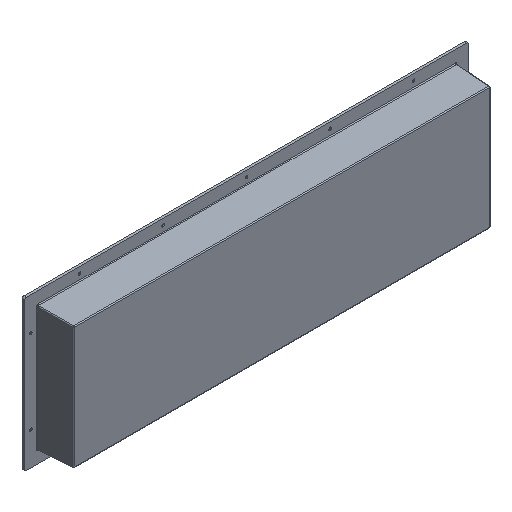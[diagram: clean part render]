
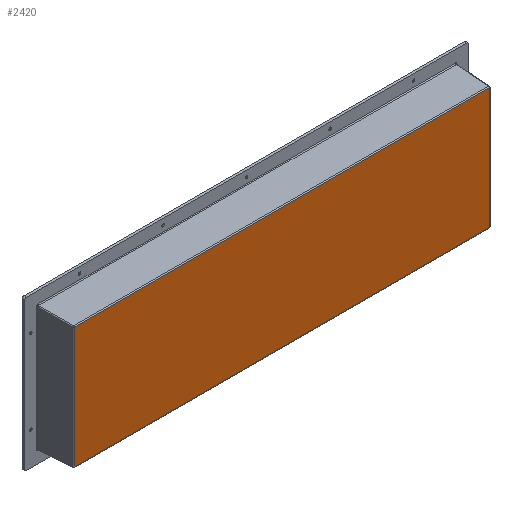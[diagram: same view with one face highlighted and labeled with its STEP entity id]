
A CAD part, isometric view. The second image highlights one B-rep face of the part: STEP entity #2420.
In plain terms, the highlighted planar face has unit normal (0, -1, 0).
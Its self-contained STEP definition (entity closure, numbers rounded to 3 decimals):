
#26 = DIRECTION ( 'NONE',  ( 0., 0., 1. ) ) ;
#193 = DIRECTION ( 'NONE',  ( 0., 0., -1. ) ) ;
#263 = CARTESIAN_POINT ( 'NONE',  ( 496.962, 0., 144.962 ) ) ;
#377 = CARTESIAN_POINT ( 'NONE',  ( 496.962, 0., 0. ) ) ;
#513 = EDGE_CURVE ( 'NONE', #3365, #1366, #3321, .T. ) ;
#596 = VERTEX_POINT ( 'NONE', #1021 ) ;
#714 = VERTEX_POINT ( 'NONE', #263 ) ;
#751 = EDGE_LOOP ( 'NONE', ( #3957, #3975, #2120, #2857 ) ) ;
#786 = EDGE_CURVE ( 'NONE', #714, #596, #2867, .T. ) ;
#914 = VECTOR ( 'NONE', #26, 1000. ) ;
#951 = VECTOR ( 'NONE', #2535, 1000. ) ;
#1021 = CARTESIAN_POINT ( 'NONE',  ( -496.962, 0., 144.962 ) ) ;
#1029 = LINE ( 'NONE', #3827, #3905 ) ;
#1182 = CARTESIAN_POINT ( 'NONE',  ( 0., 0., -144.962 ) ) ;
#1204 = PLANE ( 'NONE',  #2145 ) ;
#1280 = DIRECTION ( 'NONE',  ( 0., 0., 1. ) ) ;
#1366 = VERTEX_POINT ( 'NONE', #2056 ) ;
#1413 = EDGE_CURVE ( 'NONE', #596, #3365, #1029, .T. ) ;
#1565 = LINE ( 'NONE', #377, #914 ) ;
#2056 = CARTESIAN_POINT ( 'NONE',  ( 496.962, 0., -144.962 ) ) ;
#2120 = ORIENTED_EDGE ( 'NONE', *, *, #513, .T. ) ;
#2145 = AXIS2_PLACEMENT_3D ( 'NONE', #2794, #2178, #1280 ) ;
#2178 = DIRECTION ( 'NONE',  ( 0., 1., 0. ) ) ;
#2250 = CARTESIAN_POINT ( 'NONE',  ( 0., 0., 144.962 ) ) ;
#2420 = ADVANCED_FACE ( 'NONE', ( #2502 ), #1204, .F. ) ;
#2445 = EDGE_CURVE ( 'NONE', #1366, #714, #1565, .T. ) ;
#2502 = FACE_OUTER_BOUND ( 'NONE', #751, .T. ) ;
#2535 = DIRECTION ( 'NONE',  ( -1., 0., 0. ) ) ;
#2600 = CARTESIAN_POINT ( 'NONE',  ( -496.962, 0., -144.962 ) ) ;
#2771 = VECTOR ( 'NONE', #3919, 1000. ) ;
#2794 = CARTESIAN_POINT ( 'NONE',  ( 0., 0., 0. ) ) ;
#2857 = ORIENTED_EDGE ( 'NONE', *, *, #2445, .T. ) ;
#2867 = LINE ( 'NONE', #2250, #951 ) ;
#3321 = LINE ( 'NONE', #1182, #2771 ) ;
#3365 = VERTEX_POINT ( 'NONE', #2600 ) ;
#3827 = CARTESIAN_POINT ( 'NONE',  ( -496.962, 0., 0. ) ) ;
#3905 = VECTOR ( 'NONE', #193, 1000. ) ;
#3919 = DIRECTION ( 'NONE',  ( 1., 0., 0. ) ) ;
#3957 = ORIENTED_EDGE ( 'NONE', *, *, #786, .T. ) ;
#3975 = ORIENTED_EDGE ( 'NONE', *, *, #1413, .T. ) ;
